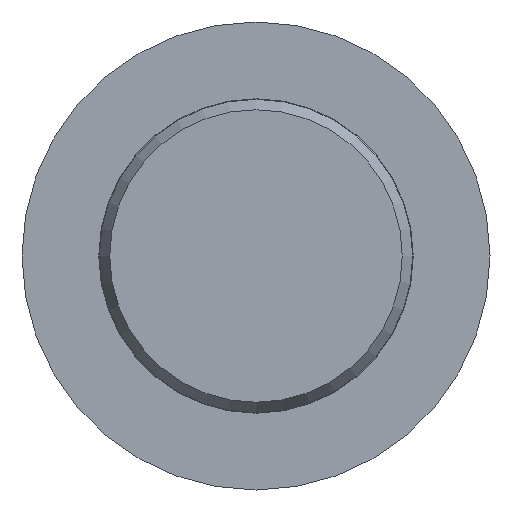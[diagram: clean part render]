
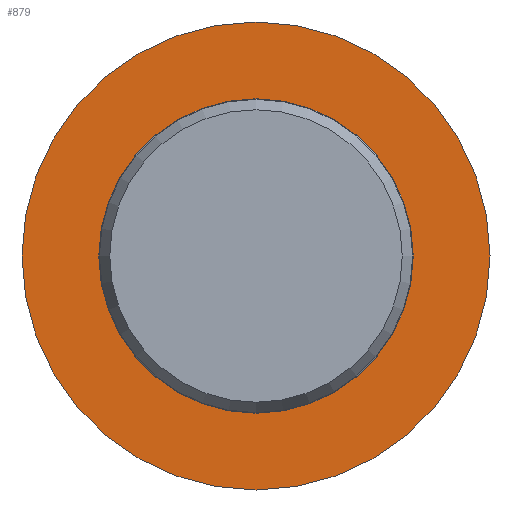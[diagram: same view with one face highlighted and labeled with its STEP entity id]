
A CAD part, front view. The second image highlights one B-rep face of the part: STEP entity #879.
In plain terms, the highlighted planar face has unit normal (0, -1, 0).
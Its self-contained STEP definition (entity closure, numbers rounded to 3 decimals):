
#812 = CONICAL_SURFACE('',#813,4.515,0.517);
#813 = AXIS2_PLACEMENT_3D('',#814,#815,#816);
#814 = CARTESIAN_POINT('',(0.,9.179,0.));
#815 = DIRECTION('',(0.,1.,0.));
#816 = DIRECTION('',(0.,0.,1.));
#830 = VERTEX_POINT('',#831);
#831 = CARTESIAN_POINT('',(0.,10.,4.982));
#852 = EDGE_CURVE('',#830,#830,#853,.T.);
#853 = SURFACE_CURVE('',#854,(#859,#866),.PCURVE_S1.);
#854 = CIRCLE('',#855,4.982);
#855 = AXIS2_PLACEMENT_3D('',#856,#857,#858);
#856 = CARTESIAN_POINT('',(0.,10.,0.));
#857 = DIRECTION('',(0.,1.,-0.));
#858 = DIRECTION('',(0.,0.,1.));
#859 = PCURVE('',#812,#860);
#860 = DEFINITIONAL_REPRESENTATION('',(#861),#865);
#861 = LINE('',#862,#863);
#862 = CARTESIAN_POINT('',(0.,0.821));
#863 = VECTOR('',#864,1.);
#864 = DIRECTION('',(1.,0.));
#865 = ( GEOMETRIC_REPRESENTATION_CONTEXT(2) 
PARAMETRIC_REPRESENTATION_CONTEXT() REPRESENTATION_CONTEXT('2D SPACE',''
  ) );
#866 = PCURVE('',#867,#872);
#867 = PLANE('',#868);
#868 = AXIS2_PLACEMENT_3D('',#869,#870,#871);
#869 = CARTESIAN_POINT('',(0.,10.,0.));
#870 = DIRECTION('',(0.,1.,0.));
#871 = DIRECTION('',(0.,0.,1.));
#872 = DEFINITIONAL_REPRESENTATION('',(#873),#877);
#873 = CIRCLE('',#874,4.982);
#874 = AXIS2_PLACEMENT_2D('',#875,#876);
#875 = CARTESIAN_POINT('',(0.,0.));
#876 = DIRECTION('',(1.,-0.));
#877 = ( GEOMETRIC_REPRESENTATION_CONTEXT(2) 
PARAMETRIC_REPRESENTATION_CONTEXT() REPRESENTATION_CONTEXT('2D SPACE',''
  ) );
#879 = ADVANCED_FACE('',(#880,#883),#867,.F.);
#880 = FACE_BOUND('',#881,.T.);
#881 = EDGE_LOOP('',(#882));
#882 = ORIENTED_EDGE('',*,*,#852,.T.);
#883 = FACE_BOUND('',#884,.T.);
#884 = EDGE_LOOP('',(#885));
#885 = ORIENTED_EDGE('',*,*,#886,.F.);
#886 = EDGE_CURVE('',#887,#887,#889,.T.);
#887 = VERTEX_POINT('',#888);
#888 = CARTESIAN_POINT('',(0.,10.,8.));
#889 = SURFACE_CURVE('',#890,(#895,#902),.PCURVE_S1.);
#890 = CIRCLE('',#891,8.);
#891 = AXIS2_PLACEMENT_3D('',#892,#893,#894);
#892 = CARTESIAN_POINT('',(0.,10.,0.));
#893 = DIRECTION('',(0.,1.,0.));
#894 = DIRECTION('',(0.,0.,1.));
#895 = PCURVE('',#867,#896);
#896 = DEFINITIONAL_REPRESENTATION('',(#897),#901);
#897 = CIRCLE('',#898,8.);
#898 = AXIS2_PLACEMENT_2D('',#899,#900);
#899 = CARTESIAN_POINT('',(0.,0.));
#900 = DIRECTION('',(1.,0.));
#901 = ( GEOMETRIC_REPRESENTATION_CONTEXT(2) 
PARAMETRIC_REPRESENTATION_CONTEXT() REPRESENTATION_CONTEXT('2D SPACE',''
  ) );
#902 = PCURVE('',#903,#908);
#903 = CYLINDRICAL_SURFACE('',#904,8.);
#904 = AXIS2_PLACEMENT_3D('',#905,#906,#907);
#905 = CARTESIAN_POINT('',(0.,10.,0.));
#906 = DIRECTION('',(0.,1.,0.));
#907 = DIRECTION('',(0.,0.,1.));
#908 = DEFINITIONAL_REPRESENTATION('',(#909),#913);
#909 = LINE('',#910,#911);
#910 = CARTESIAN_POINT('',(0.,0.));
#911 = VECTOR('',#912,1.);
#912 = DIRECTION('',(1.,0.));
#913 = ( GEOMETRIC_REPRESENTATION_CONTEXT(2) 
PARAMETRIC_REPRESENTATION_CONTEXT() REPRESENTATION_CONTEXT('2D SPACE',''
  ) );
